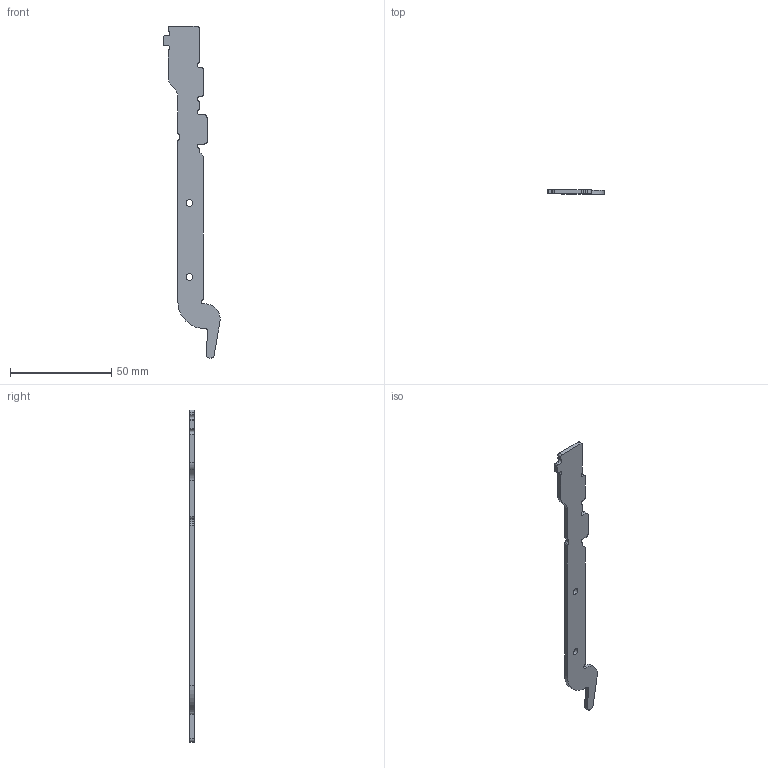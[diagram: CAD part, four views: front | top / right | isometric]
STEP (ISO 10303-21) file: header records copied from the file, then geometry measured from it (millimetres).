
FILE_DESCRIPTION(/* description */ (''),/* implementation_level */ '2;1');
FILE_NAME(/* name */ 'Пластина жесткости_4.1.4(15.stp',/* time_stamp */ '2020-07-24T12:11:13+03:00',/* author */ ('Андрей'),/* organization */ (''),/* preprocessor_version */ 'ST-DEVELOPER v16.1',/* originating_system */ 'Autodesk Inventor 2016',/* authorisation */ '');
FILE_SCHEMA (('AUTOMOTIVE_DESIGN { 1 0 10303 214 3 1 1 }'));
Length unit declared in the file: millimetre
Products named in the file (1): Пластина \X2\043604350441
_4.1.4(15.2)
Bounding box: 27.86 x 2 x 163.97 mm (x, y, z)
Volume: 4138.7 mm3; surface area: 4942.6 mm2
Topology: 1 solids, 1 shells, 64 faces, 186 edges, 124 vertices
Faces by surface type: cylinder 37, plane 27
Full cylindrical faces by diameter (mm): 3.3 x2
Entity records: 2166 total; most frequent: DIRECTION 388, CARTESIAN_POINT 373, ORIENTED_EDGE 368, EDGE_CURVE 184, AXIS2_PLACEMENT_3D 139, VERTEX_POINT 124, LINE 110, VECTOR 110
